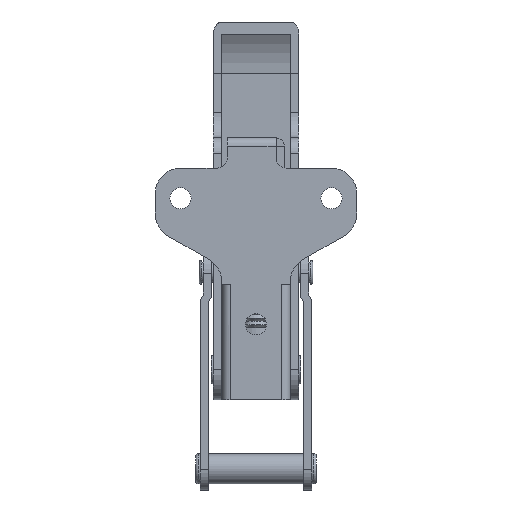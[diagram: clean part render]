
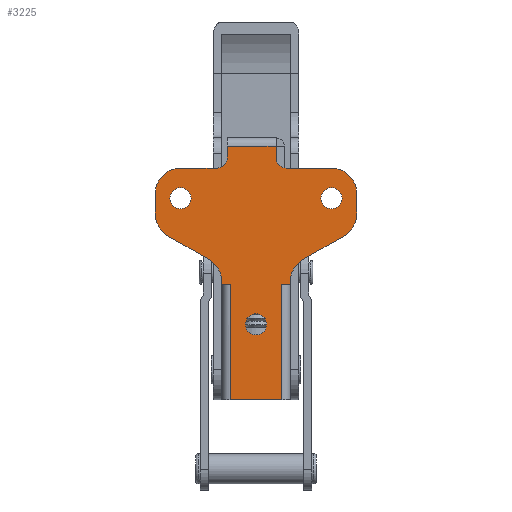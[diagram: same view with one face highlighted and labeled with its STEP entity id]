
A CAD part, front view. The second image highlights one B-rep face of the part: STEP entity #3225.
In plain terms, the highlighted planar face has unit normal (0, -1, 0).
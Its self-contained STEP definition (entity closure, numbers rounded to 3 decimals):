
#129=LINE('',#5128,#365);
#154=LINE('',#5217,#390);
#155=LINE('',#5219,#391);
#156=LINE('',#5223,#392);
#157=LINE('',#5227,#393);
#158=LINE('',#5231,#394);
#159=LINE('',#5235,#395);
#160=LINE('',#5237,#396);
#161=LINE('',#5239,#397);
#162=LINE('',#5241,#398);
#163=LINE('',#5243,#399);
#164=LINE('',#5245,#400);
#165=LINE('',#5247,#401);
#166=LINE('',#5251,#402);
#167=LINE('',#5255,#403);
#168=LINE('',#5259,#404);
#365=VECTOR('',#4081,1000.);
#390=VECTOR('',#4158,1000.);
#391=VECTOR('',#4159,1000.);
#392=VECTOR('',#4162,1000.);
#393=VECTOR('',#4165,1000.);
#394=VECTOR('',#4168,1000.);
#395=VECTOR('',#4171,1000.);
#396=VECTOR('',#4172,1000.);
#397=VECTOR('',#4173,1000.);
#398=VECTOR('',#4174,1000.);
#399=VECTOR('',#4175,1000.);
#400=VECTOR('',#4176,1000.);
#401=VECTOR('',#4177,1000.);
#402=VECTOR('',#4180,1000.);
#403=VECTOR('',#4183,1000.);
#404=VECTOR('',#4186,1000.);
#684=FACE_BOUND('',#1040,.T.);
#685=FACE_BOUND('',#1041,.T.);
#686=FACE_BOUND('',#1042,.T.);
#814=FACE_OUTER_BOUND('',#1039,.T.);
#1039=EDGE_LOOP('',(#2390,#2391,#2392,#2393,#2394,#2395,#2396,#2397,#2398,
#2399,#2400,#2401,#2402,#2403,#2404,#2405,#2406,#2407,#2408,#2409,#2410,
#2411,#2412,#2413));
#1040=EDGE_LOOP('',(#2414));
#1041=EDGE_LOOP('',(#2415));
#1042=EDGE_LOOP('',(#2416));
#1361=CIRCLE('',#3621,2.);
#1362=CIRCLE('',#3622,5.);
#1363=CIRCLE('',#3623,5.);
#1364=CIRCLE('',#3624,5.);
#1365=CIRCLE('',#3625,5.);
#1366=CIRCLE('',#3626,5.);
#1367=CIRCLE('',#3627,5.);
#1368=CIRCLE('',#3628,2.);
#1369=CIRCLE('',#3629,2.1);
#1370=CIRCLE('',#3630,2.1);
#1371=CIRCLE('',#3631,2.1);
#1540=VERTEX_POINT('',#5126);
#1541=VERTEX_POINT('',#5127);
#1575=VERTEX_POINT('',#5216);
#1576=VERTEX_POINT('',#5218);
#1577=VERTEX_POINT('',#5220);
#1578=VERTEX_POINT('',#5222);
#1579=VERTEX_POINT('',#5224);
#1580=VERTEX_POINT('',#5226);
#1581=VERTEX_POINT('',#5228);
#1582=VERTEX_POINT('',#5230);
#1583=VERTEX_POINT('',#5232);
#1584=VERTEX_POINT('',#5234);
#1585=VERTEX_POINT('',#5236);
#1586=VERTEX_POINT('',#5238);
#1587=VERTEX_POINT('',#5240);
#1588=VERTEX_POINT('',#5242);
#1589=VERTEX_POINT('',#5244);
#1590=VERTEX_POINT('',#5246);
#1591=VERTEX_POINT('',#5248);
#1592=VERTEX_POINT('',#5250);
#1593=VERTEX_POINT('',#5252);
#1594=VERTEX_POINT('',#5254);
#1595=VERTEX_POINT('',#5256);
#1596=VERTEX_POINT('',#5258);
#1597=VERTEX_POINT('',#5261);
#1598=VERTEX_POINT('',#5263);
#1599=VERTEX_POINT('',#5265);
#1858=EDGE_CURVE('',#1540,#1541,#129,.T.);
#1902=EDGE_CURVE('',#1540,#1575,#154,.T.);
#1903=EDGE_CURVE('',#1576,#1541,#155,.T.);
#1904=EDGE_CURVE('',#1577,#1576,#1361,.T.);
#1905=EDGE_CURVE('',#1578,#1577,#156,.T.);
#1906=EDGE_CURVE('',#1579,#1578,#1362,.T.);
#1907=EDGE_CURVE('',#1580,#1579,#157,.T.);
#1908=EDGE_CURVE('',#1581,#1580,#1363,.T.);
#1909=EDGE_CURVE('',#1582,#1581,#158,.T.);
#1910=EDGE_CURVE('',#1583,#1582,#1364,.T.);
#1911=EDGE_CURVE('',#1584,#1583,#159,.T.);
#1912=EDGE_CURVE('',#1584,#1585,#160,.T.);
#1913=EDGE_CURVE('',#1585,#1586,#161,.T.);
#1914=EDGE_CURVE('',#1587,#1586,#162,.T.);
#1915=EDGE_CURVE('',#1587,#1588,#163,.T.);
#1916=EDGE_CURVE('',#1588,#1589,#164,.T.);
#1917=EDGE_CURVE('',#1590,#1589,#165,.T.);
#1918=EDGE_CURVE('',#1591,#1590,#1365,.T.);
#1919=EDGE_CURVE('',#1592,#1591,#166,.T.);
#1920=EDGE_CURVE('',#1593,#1592,#1366,.T.);
#1921=EDGE_CURVE('',#1594,#1593,#167,.T.);
#1922=EDGE_CURVE('',#1595,#1594,#1367,.T.);
#1923=EDGE_CURVE('',#1596,#1595,#168,.T.);
#1924=EDGE_CURVE('',#1575,#1596,#1368,.T.);
#1925=EDGE_CURVE('',#1597,#1597,#1369,.T.);
#1926=EDGE_CURVE('',#1598,#1598,#1370,.T.);
#1927=EDGE_CURVE('',#1599,#1599,#1371,.T.);
#2390=ORIENTED_EDGE('',*,*,#1902,.F.);
#2391=ORIENTED_EDGE('',*,*,#1858,.T.);
#2392=ORIENTED_EDGE('',*,*,#1903,.F.);
#2393=ORIENTED_EDGE('',*,*,#1904,.F.);
#2394=ORIENTED_EDGE('',*,*,#1905,.F.);
#2395=ORIENTED_EDGE('',*,*,#1906,.F.);
#2396=ORIENTED_EDGE('',*,*,#1907,.F.);
#2397=ORIENTED_EDGE('',*,*,#1908,.F.);
#2398=ORIENTED_EDGE('',*,*,#1909,.F.);
#2399=ORIENTED_EDGE('',*,*,#1910,.F.);
#2400=ORIENTED_EDGE('',*,*,#1911,.F.);
#2401=ORIENTED_EDGE('',*,*,#1912,.T.);
#2402=ORIENTED_EDGE('',*,*,#1913,.T.);
#2403=ORIENTED_EDGE('',*,*,#1914,.F.);
#2404=ORIENTED_EDGE('',*,*,#1915,.T.);
#2405=ORIENTED_EDGE('',*,*,#1916,.T.);
#2406=ORIENTED_EDGE('',*,*,#1917,.F.);
#2407=ORIENTED_EDGE('',*,*,#1918,.F.);
#2408=ORIENTED_EDGE('',*,*,#1919,.F.);
#2409=ORIENTED_EDGE('',*,*,#1920,.F.);
#2410=ORIENTED_EDGE('',*,*,#1921,.F.);
#2411=ORIENTED_EDGE('',*,*,#1922,.F.);
#2412=ORIENTED_EDGE('',*,*,#1923,.F.);
#2413=ORIENTED_EDGE('',*,*,#1924,.F.);
#2414=ORIENTED_EDGE('',*,*,#1925,.T.);
#2415=ORIENTED_EDGE('',*,*,#1926,.T.);
#2416=ORIENTED_EDGE('',*,*,#1927,.T.);
#3118=PLANE('',#3620);
#3225=ADVANCED_FACE('',(#814,#684,#685,#686),#3118,.T.);
#3620=AXIS2_PLACEMENT_3D('',#5215,#4156,#4157);
#3621=AXIS2_PLACEMENT_3D('',#5221,#4160,#4161);
#3622=AXIS2_PLACEMENT_3D('',#5225,#4163,#4164);
#3623=AXIS2_PLACEMENT_3D('',#5229,#4166,#4167);
#3624=AXIS2_PLACEMENT_3D('',#5233,#4169,#4170);
#3625=AXIS2_PLACEMENT_3D('',#5249,#4178,#4179);
#3626=AXIS2_PLACEMENT_3D('',#5253,#4181,#4182);
#3627=AXIS2_PLACEMENT_3D('',#5257,#4184,#4185);
#3628=AXIS2_PLACEMENT_3D('',#5260,#4187,#4188);
#3629=AXIS2_PLACEMENT_3D('',#5262,#4189,#4190);
#3630=AXIS2_PLACEMENT_3D('',#5264,#4191,#4192);
#3631=AXIS2_PLACEMENT_3D('',#5266,#4193,#4194);
#4081=DIRECTION('',(-1.,0.,0.));
#4156=DIRECTION('center_axis',(0.,-1.,0.));
#4157=DIRECTION('ref_axis',(0.,0.,-1.));
#4158=DIRECTION('',(0.,0.,-1.));
#4159=DIRECTION('',(0.,0.,1.));
#4160=DIRECTION('center_axis',(0.,-1.,0.));
#4161=DIRECTION('ref_axis',(0.,0.,1.));
#4162=DIRECTION('',(1.,0.,0.));
#4163=DIRECTION('center_axis',(0.,1.,0.));
#4164=DIRECTION('ref_axis',(0.,0.,1.));
#4165=DIRECTION('',(0.,0.,1.));
#4166=DIRECTION('center_axis',(0.,1.,0.));
#4167=DIRECTION('ref_axis',(0.,0.,1.));
#4168=DIRECTION('',(-0.866,0.,0.5));
#4169=DIRECTION('center_axis',(0.,-1.,0.));
#4170=DIRECTION('ref_axis',(0.,0.,1.));
#4171=DIRECTION('',(0.,0.,1.));
#4172=DIRECTION('',(1.,0.,0.));
#4173=DIRECTION('',(0.,0.,-1.));
#4174=DIRECTION('',(-1.,0.,0.));
#4175=DIRECTION('',(0.,0.,1.));
#4176=DIRECTION('',(1.,0.,0.));
#4177=DIRECTION('',(0.,0.,-1.));
#4178=DIRECTION('center_axis',(0.,-1.,0.));
#4179=DIRECTION('ref_axis',(0.,0.,-1.));
#4180=DIRECTION('',(-0.866,0.,-0.5));
#4181=DIRECTION('center_axis',(0.,1.,0.));
#4182=DIRECTION('ref_axis',(0.,0.,1.));
#4183=DIRECTION('',(0.,0.,-1.));
#4184=DIRECTION('center_axis',(0.,1.,0.));
#4185=DIRECTION('ref_axis',(0.,0.,1.));
#4186=DIRECTION('',(1.,0.,0.));
#4187=DIRECTION('center_axis',(0.,-1.,0.));
#4188=DIRECTION('ref_axis',(0.,0.,-1.));
#4189=DIRECTION('center_axis',(0.,1.,0.));
#4190=DIRECTION('ref_axis',(0.,0.,1.));
#4191=DIRECTION('center_axis',(0.,1.,0.));
#4192=DIRECTION('ref_axis',(0.,0.,1.));
#4193=DIRECTION('center_axis',(0.,1.,0.));
#4194=DIRECTION('ref_axis',(0.,0.,1.));
#5126=CARTESIAN_POINT('',(4.,0.,4.35));
#5127=CARTESIAN_POINT('',(-5.7,0.,4.35));
#5128=CARTESIAN_POINT('',(4.,0.,4.35));
#5215=CARTESIAN_POINT('Origin',(11.8,0.,-22.508));
#5216=CARTESIAN_POINT('',(4.,0.,2.));
#5217=CARTESIAN_POINT('',(4.,0.,6.));
#5218=CARTESIAN_POINT('',(-5.7,0.,2.));
#5219=CARTESIAN_POINT('',(-5.7,0.,2.));
#5220=CARTESIAN_POINT('',(-7.7,0.,0.));
#5221=CARTESIAN_POINT('Origin',(-7.7,0.,2.));
#5222=CARTESIAN_POINT('',(-15.,0.,0.));
#5223=CARTESIAN_POINT('',(-7.7,0.,0.));
#5224=CARTESIAN_POINT('',(-20.,0.,-5.));
#5225=CARTESIAN_POINT('Origin',(-15.,0.,-5.));
#5226=CARTESIAN_POINT('',(-20.,0.,-9.113));
#5227=CARTESIAN_POINT('',(-20.,0.,-9.113));
#5228=CARTESIAN_POINT('',(-17.5,0.,-13.443));
#5229=CARTESIAN_POINT('Origin',(-15.,0.,-9.113));
#5230=CARTESIAN_POINT('',(-9.3,0.,-18.178));
#5231=CARTESIAN_POINT('',(-9.3,0.,-18.178));
#5232=CARTESIAN_POINT('',(-6.8,0.,-22.508));
#5233=CARTESIAN_POINT('Origin',(-11.8,0.,-22.508));
#5234=CARTESIAN_POINT('',(-6.8,0.,-23.115));
#5235=CARTESIAN_POINT('',(-6.8,0.,-46.));
#5236=CARTESIAN_POINT('',(-5.15,0.,-23.115));
#5237=CARTESIAN_POINT('',(11.8,0.,-23.115));
#5238=CARTESIAN_POINT('',(-5.15,0.,-46.));
#5239=CARTESIAN_POINT('',(-5.15,0.,-23.115));
#5240=CARTESIAN_POINT('',(5.15,0.,-46.));
#5241=CARTESIAN_POINT('',(6.8,0.,-46.));
#5242=CARTESIAN_POINT('',(5.15,0.,-23.115));
#5243=CARTESIAN_POINT('',(5.15,0.,-46.));
#5244=CARTESIAN_POINT('',(6.8,0.,-23.115));
#5245=CARTESIAN_POINT('',(11.8,0.,-23.115));
#5246=CARTESIAN_POINT('',(6.8,0.,-22.508));
#5247=CARTESIAN_POINT('',(6.8,0.,-46.));
#5248=CARTESIAN_POINT('',(9.3,0.,-18.178));
#5249=CARTESIAN_POINT('Origin',(11.8,0.,-22.508));
#5250=CARTESIAN_POINT('',(17.5,0.,-13.443));
#5251=CARTESIAN_POINT('',(9.3,0.,-18.178));
#5252=CARTESIAN_POINT('',(20.,0.,-9.113));
#5253=CARTESIAN_POINT('Origin',(15.,0.,-9.113));
#5254=CARTESIAN_POINT('',(20.,0.,-5.));
#5255=CARTESIAN_POINT('',(20.,0.,-9.113));
#5256=CARTESIAN_POINT('',(15.,0.,0.));
#5257=CARTESIAN_POINT('Origin',(15.,0.,-5.));
#5258=CARTESIAN_POINT('',(6.,0.,0.));
#5259=CARTESIAN_POINT('',(15.,0.,0.));
#5260=CARTESIAN_POINT('Origin',(6.,0.,2.));
#5261=CARTESIAN_POINT('',(15.,0.,-8.1));
#5262=CARTESIAN_POINT('Origin',(15.,0.,-6.));
#5263=CARTESIAN_POINT('',(0.,0.,-33.1));
#5264=CARTESIAN_POINT('Origin',(0.,0.,-31.));
#5265=CARTESIAN_POINT('',(-15.,0.,-8.1));
#5266=CARTESIAN_POINT('Origin',(-15.,0.,-6.));
